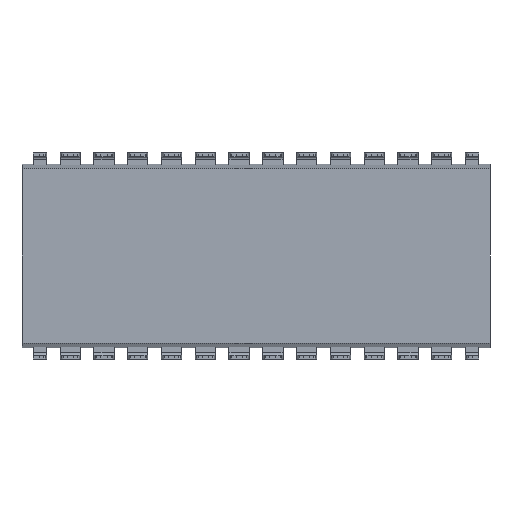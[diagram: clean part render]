
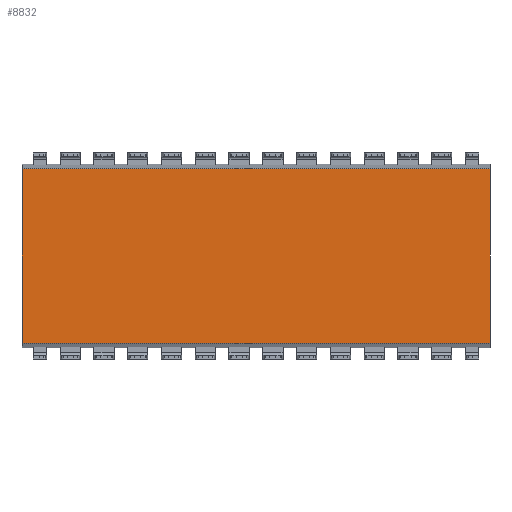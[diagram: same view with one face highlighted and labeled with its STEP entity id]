
A CAD part, front view. The second image highlights one B-rep face of the part: STEP entity #8832.
In plain terms, the highlighted planar face has unit normal (0, -1, 0).
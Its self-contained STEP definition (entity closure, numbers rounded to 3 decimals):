
#75=PLANE('',#9374);
#465=FACE_OUTER_BOUND('',#963,.T.);
#963=EDGE_LOOP('',(#6102,#6103,#6104,#6105));
#1462=LINE('',#12639,#2564);
#1470=LINE('',#12654,#2572);
#1471=LINE('',#12657,#2573);
#1472=LINE('',#12658,#2574);
#2564=VECTOR('',#10101,10.);
#2572=VECTOR('',#10113,10.);
#2573=VECTOR('',#10116,10.);
#2574=VECTOR('',#10117,10.);
#3884=VERTEX_POINT('',#12636);
#3885=VERTEX_POINT('',#12638);
#3890=VERTEX_POINT('',#12652);
#3891=VERTEX_POINT('',#12656);
#4766=EDGE_CURVE('',#3884,#3885,#1462,.T.);
#4774=EDGE_CURVE('',#3884,#3890,#1470,.T.);
#4775=EDGE_CURVE('',#3891,#3890,#1471,.T.);
#4776=EDGE_CURVE('',#3885,#3891,#1472,.T.);
#6102=ORIENTED_EDGE('',*,*,#4766,.F.);
#6103=ORIENTED_EDGE('',*,*,#4774,.T.);
#6104=ORIENTED_EDGE('',*,*,#4775,.F.);
#6105=ORIENTED_EDGE('',*,*,#4776,.F.);
#8832=ADVANCED_FACE('',(#465),#75,.T.);
#9374=AXIS2_PLACEMENT_3D('',#12655,#10114,#10115);
#10101=DIRECTION('',(0.,0.,1.));
#10113=DIRECTION('',(1.,0.,0.));
#10114=DIRECTION('center_axis',(0.,-1.,0.));
#10115=DIRECTION('ref_axis',(0.,0.,-1.));
#10116=DIRECTION('',(0.,0.,-1.));
#10117=DIRECTION('',(1.,0.,0.));
#12636=CARTESIAN_POINT('',(-17.6,0.7,-6.55));
#12638=CARTESIAN_POINT('',(-17.6,0.7,6.55));
#12639=CARTESIAN_POINT('',(-17.6,0.7,0.));
#12652=CARTESIAN_POINT('',(17.6,0.7,-6.55));
#12654=CARTESIAN_POINT('',(-17.6,0.7,-6.55));
#12655=CARTESIAN_POINT('Origin',(-17.6,0.7,6.55));
#12656=CARTESIAN_POINT('',(17.6,0.7,6.55));
#12657=CARTESIAN_POINT('',(17.6,0.7,0.));
#12658=CARTESIAN_POINT('',(-17.6,0.7,6.55));
